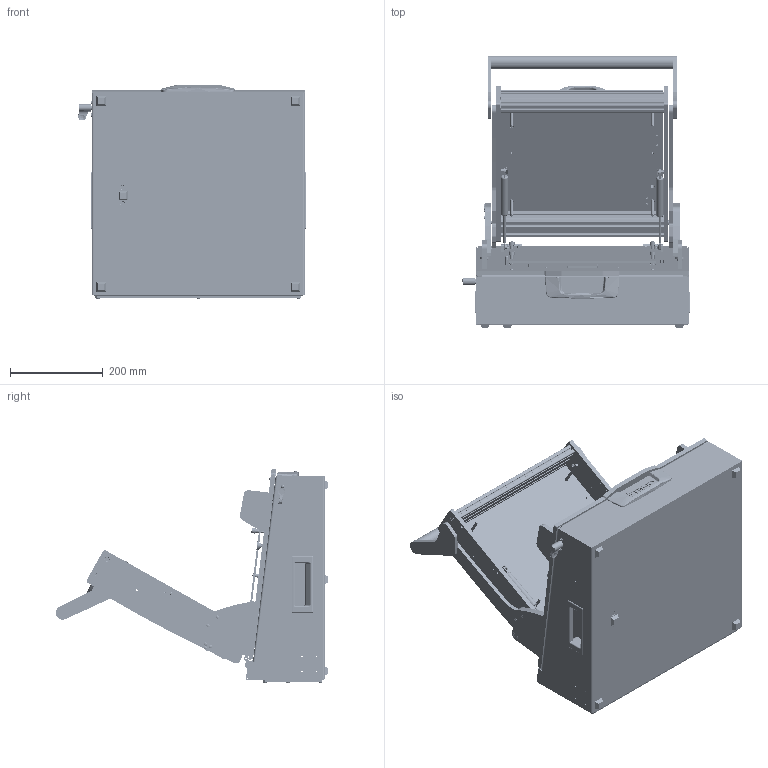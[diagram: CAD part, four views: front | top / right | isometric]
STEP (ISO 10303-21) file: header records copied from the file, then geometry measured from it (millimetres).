
FILE_DESCRIPTION (( 'STEP AP214' ), '1' );
FILE_NAME ('48530~2.STEP', '2019-09-09T07:39:10', ( '' ), ( '' ), 'SwSTEP 2.0', 'SolidWorks 2018', '' );
FILE_SCHEMA (( 'AUTOMOTIVE_DESIGN' ));
Length unit declared in the file: millimetre
Products named in the file (117): 30611~0_S; 48728~1_S; 48509~2_S; 2720~0; 21332_01~0; 39893~3_KUNDE<S>; 30609~3_f〉 Klemmschutz<S>; 49317~0; 46009~4; ISO7380~n_M04,0x012; 55713~0_KUNDE<S>; ISO7380~n_M05,0x008; 3381~0; 43627~0_Hub 16mm<Standard>; DIN7991~n_M03,0x006; 31199~3_S; 53838~0_S; 2393~0_S; DIN985-A2~n_M05,0; DIN7979~n_04,0m6x020M3; ISO7380~n_M04,0x016; ISO7380~n_M03,0x006; 37188~1_S; ISO7380~n_M04,0x010; DIN912~n_M06,0x016; DIN6325~n_06,0m6x012; 45716~1_f〉 NSRL-Ausbau <S>; 35663~8_S; DIN125~n_03,2 M03,0; 53032~0_S; DIN912~n_M04,0x020; 38563~0_S; DIN6325~n_03,0m6x016; 53031~0_S; DIN6325~n_03,0m6x024; 3917~3_M 3 A; 53836~0_S; 48400~0_KUNDE offen <S>; DIN7991~n_M05,0x012; GKS-114-0015~-g-k-s_Hub = 08,0 <S> ...
Assembly tree (268 placements, depth 6):
  48530~2
    48400~0_KUNDE offen <S>
      32505~4_S
        32172~8
        30758~0_S  x2
          30758_01~0_S
          30758_02~0_S
        20902~0
        21332~0_MA 2112<Standard>
          21332_02~0
          21332_01~0
        31199~3_S
        2720~0  x5
        53032~0_S
        32171~0_S
        32462~0_S
        29805~2_geschlossen<S>
          30986~2_S
          30609~3_f〉 Klemmschutz<S>
          30611~0_S
          30608~2_S
          30984~0_S
          ISO7380~n_M05,0x008
          ISO7380~n_M05,0x030
          ISO7380~n_M04,0x010  x2
        ISO7380~n_M04,0x012  x4
        DIN7991~n_M05,0x016
        DIN7991~n_M05,0x012  x2
        DIN985-A2~n_M05,0  x3
        8804~0
        DIN125~n_05,3 M05,0 Fase  x2
      48522~4_KUNDE offen <S>
        48517~3_S
          35648~13
          48512~0_S
          35662~11_S
          35663~8_S
          48509~2_S
          2281~0_180ø<Standard>  x2
            2281~0
          37188~1_S  x2
          53031~0_S
          DIN7991~n_M05,0x016  x10
          DIN125~n_05,3 M05,0 Fase  x4
          DIN934~n_M05,0  x4
          DIN7991~n_M05,0x020  x6
          DIN6325~n_06,0m6x012  x2
          DIN6325~n_04,0m6x014  x2
        48519~5_S
          53836~0_S
          53837~1_S
          34328~1_S  x2
          53838~0_S
          53839~0_mit Lehre gebohrt<S>
          38563~0_S  x2
          30951~0_S  x2
          ISO7380~n_M05,0x010  x2
          DIN125~n_05,3 M05,0 Fase  x2
          54268~0  x2
          3521~0_Spring Pin ISO 8752 - 3 x 16 - St  x4
Bounding box: 491.5 x 588.16 x 463.03 mm (x, y, z)
Volume: 7609134.5 mm3; surface area: 3292802.7 mm2
Topology: 283 solids, 283 shells, 7949 faces, 19485 edges, 12481 vertices
Faces by surface type: plane 3390, cylinder 3082, cone 896, bspline 293, torus 184, sphere 104
Entity records: 185844 total; most frequent: CARTESIAN_POINT 48374, DIRECTION 26576, ORIENTED_EDGE 24660, EDGE_CURVE 12330, AXIS2_PLACEMENT_3D 9858, VERTEX_POINT 7990, LINE 6860, VECTOR 6860
